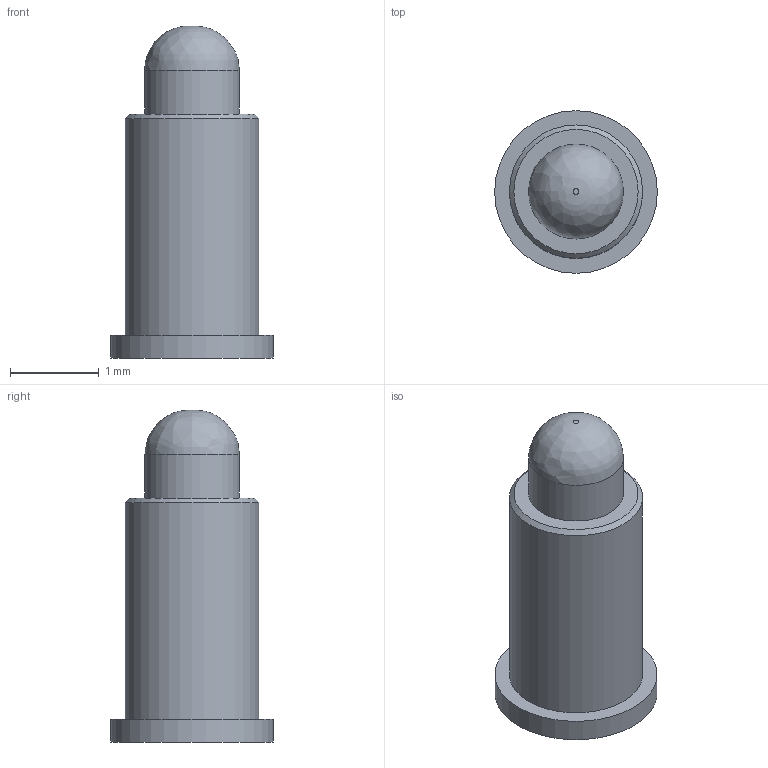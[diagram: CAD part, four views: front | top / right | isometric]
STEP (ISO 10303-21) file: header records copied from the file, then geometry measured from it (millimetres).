
FILE_DESCRIPTION(/* description */ (''),/* implementation_level */ '2;1');
FILE_NAME(/* name */ 'Pogo_0.137_.step',/* time_stamp */ '2022-05-17T20:19:55+02:00',/* author */ (''),/* organization */ (''),/* preprocessor_version */ 'ST-DEVELOPER v18.1',/* originating_system */ 'Autodesk Translation Framework v10.14.0.1471',/* authorisation */ '');
FILE_SCHEMA (('AUTOMOTIVE_DESIGN { 1 0 10303 214 3 1 1 }'));
Length unit declared in the file: millimetre
Products named in the file (1): (Unsaved)
Bounding box: 1.83 x 1.83 x 3.73 mm (x, y, z)
Volume: 5.8 mm3; surface area: 20.8 mm2
Topology: 1 solids, 1 shells, 9 faces, 14 edges, 9 vertices
Faces by surface type: plane 4, cylinder 3, cone 1, bspline 1
Full cylindrical faces by diameter (mm): 1.067 x1, 1.499 x1, 1.829 x1
Entity records: 272 total; most frequent: CARTESIAN_POINT 59, DIRECTION 42, ORIENTED_EDGE 28, AXIS2_PLACEMENT_3D 19, EDGE_CURVE 14, EDGE_LOOP 11, CIRCLE 10, FACE_OUTER_BOUND 9
